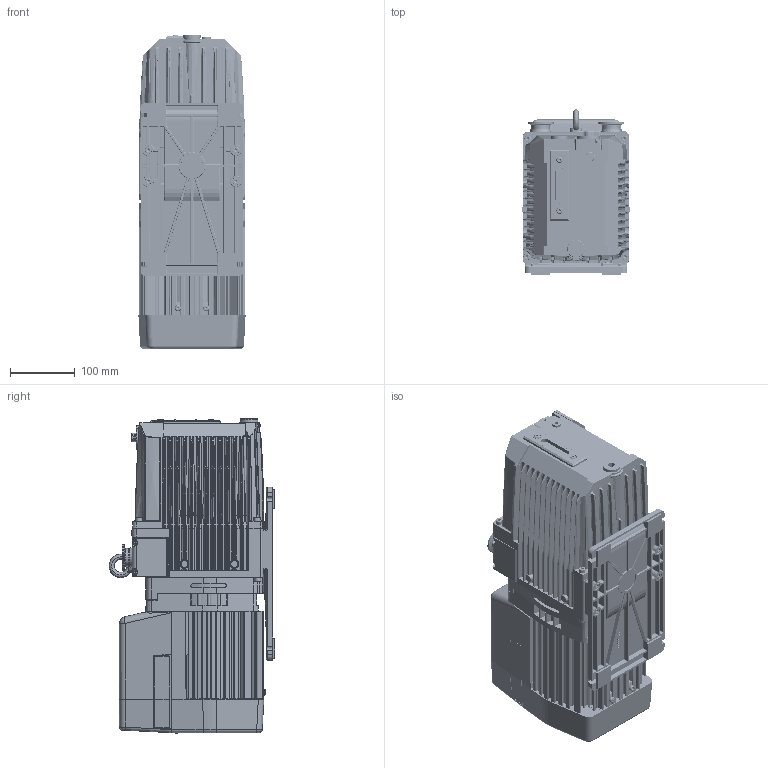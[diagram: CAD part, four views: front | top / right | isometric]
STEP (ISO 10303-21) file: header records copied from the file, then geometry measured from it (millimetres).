
FILE_DESCRIPTION(/* description */ (''),/* implementation_level */ '2;1');
FILE_NAME(/* name */ 'PK D940 020 C0.stp',/* time_stamp */ '2024-11-11T12:39:31+01:00',/* author */ ('dennis.funk'),/* organization */ (''),/* preprocessor_version */ 'ST-DEVELOPER v18.1',/* originating_system */ 'Autodesk Inventor 2021',/* authorisation */ '');
FILE_SCHEMA (('AUTOMOTIVE_DESIGN { 1 0 10303 214 3 1 1 }'));
Products named in the file (1): PK 902 681_SW
Bounding box: 165.14 x 255.6 x 484.1 mm (x, y, z)
Volume: 13951861 mm3; surface area: 764001.2 mm2
Topology: 1 solids, 28 shells, 6132 faces, 15952 edges, 9975 vertices
Faces by surface type: plane 2705, cylinder 1775, bspline 1064, sphere 211, cone 206, torus 171
Full cylindrical faces by diameter (mm): 0.78 x1, 0.8 x1, 4 x4, 4.134 x1, 4.917 x5, 5 x1, 6 x6, 6.6 x1, 7 x2, 8 x3, 8.128 x1, 8.528 x1, 8.566 x1, 9 x1, 9.15 x4, 9.8 x1, 10 x17, 10.2 x1, 11 x5, 11.8 x2, 12.3 x1, 12.5 x2, 14 x2, 15.8 x1, 16 x1, 16.96 x1, 17 x1, 17.5 x1, 18.655 x2, 19.055 x2
Entity records: 297752 total; most frequent: CARTESIAN_POINT 148990, ORIENTED_EDGE 31734, DIRECTION 26622, EDGE_CURVE 15867, VERTEX_POINT 9969, AXIS2_PLACEMENT_3D 9350, LINE 7922, VECTOR 7922
